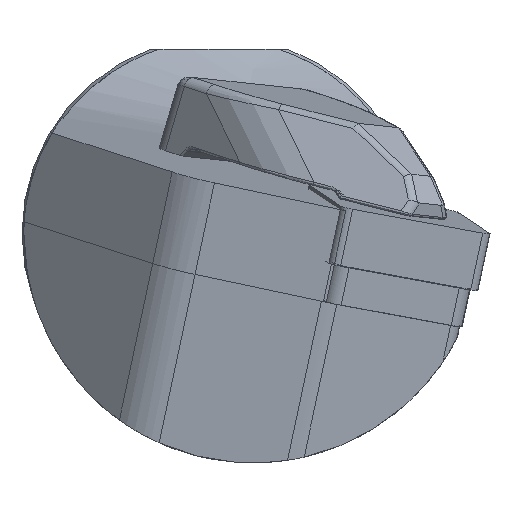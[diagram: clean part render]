
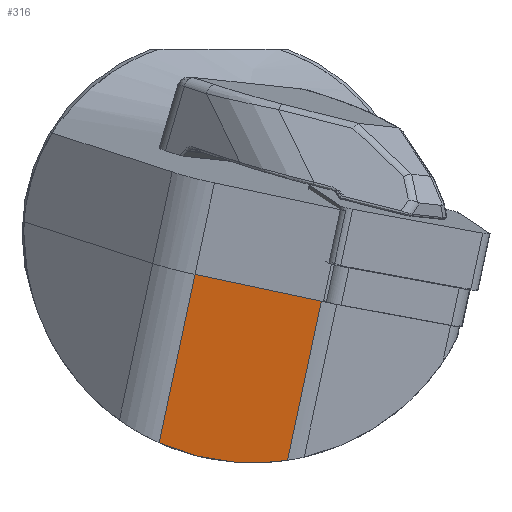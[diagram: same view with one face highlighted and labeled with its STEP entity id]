
A CAD part, left-side view. The second image highlights one B-rep face of the part: STEP entity #316.
In plain terms, the highlighted planar face has unit normal (-0.995, 0.02, -0.103).
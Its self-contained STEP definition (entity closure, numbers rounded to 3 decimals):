
#209=ELLIPSE('',#2052,18.702,18.6);
#316=ADVANCED_FACE('',(#474),#419,.F.);
#419=PLANE('',#2087);
#474=FACE_OUTER_BOUND('',#589,.T.);
#589=EDGE_LOOP('',(#1078,#1079,#1080,#1081));
#700=LINE('',#2947,#825);
#712=LINE('',#3448,#837);
#714=LINE('',#3451,#839);
#825=VECTOR('',#2315,1.);
#837=VECTOR('',#2385,1.);
#839=VECTOR('',#2389,1.);
#1078=ORIENTED_EDGE('',*,*,#1771,.F.);
#1079=ORIENTED_EDGE('',*,*,#1714,.T.);
#1080=ORIENTED_EDGE('',*,*,#1769,.T.);
#1081=ORIENTED_EDGE('',*,*,#1706,.T.);
#1515=VERTEX_POINT('',#2857);
#1527=VERTEX_POINT('',#2918);
#1528=VERTEX_POINT('',#2920);
#1530=VERTEX_POINT('',#2929);
#1706=EDGE_CURVE('',#1528,#1527,#209,.T.);
#1714=EDGE_CURVE('',#1515,#1530,#700,.T.);
#1769=EDGE_CURVE('',#1530,#1528,#712,.T.);
#1771=EDGE_CURVE('',#1515,#1527,#714,.T.);
#2052=AXIS2_PLACEMENT_3D('',#2919,#2303,#2304);
#2087=AXIS2_PLACEMENT_3D('',#3452,#2390,#2391);
#2303=DIRECTION('',(-0.995,0.02,-0.103));
#2304=DIRECTION('',(-0.105,-0.19,0.976));
#2315=DIRECTION('',(-0.002,0.978,0.208));
#2385=DIRECTION('',(0.105,0.207,-0.973));
#2389=DIRECTION('',(0.105,0.207,-0.973));
#2390=DIRECTION('',(0.995,-0.02,0.103));
#2391=DIRECTION('',(0.103,0.,-0.995));
#2857=CARTESIAN_POINT('',(1.658,-8.298,-5.469));
#2918=CARTESIAN_POINT('',(3.046,-5.552,-18.388));
#2919=CARTESIAN_POINT('',(1.205,-2.75,0.));
#2920=CARTESIAN_POINT('',(3.109,4.861,-16.971));
#2929=CARTESIAN_POINT('',(1.639,1.954,-3.292));
#2947=CARTESIAN_POINT('',(1.658,-8.298,-5.469));
#3448=CARTESIAN_POINT('',(-41.521,-83.423,398.373));
#3451=CARTESIAN_POINT('',(-41.502,-93.675,396.196));
#3452=CARTESIAN_POINT('',(-41.502,-93.675,396.196));
